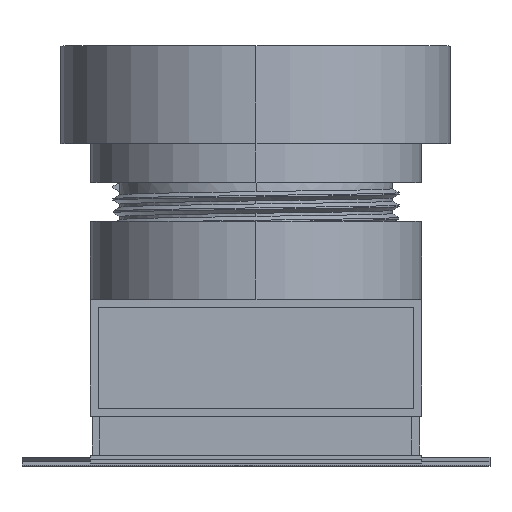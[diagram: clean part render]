
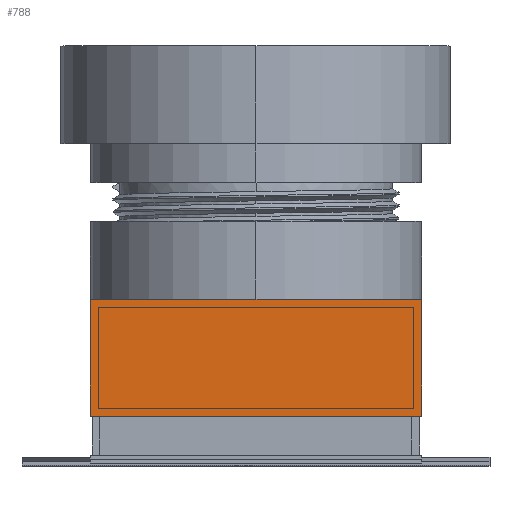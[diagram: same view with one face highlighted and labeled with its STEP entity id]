
A CAD part, top view. The second image highlights one B-rep face of the part: STEP entity #788.
In plain terms, the highlighted planar face has unit normal (0, 0, 1).
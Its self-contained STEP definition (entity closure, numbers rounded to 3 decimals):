
#15 = LINE ( 'NONE', #1496, #2244 ) ;
#35 = EDGE_CURVE ( 'NONE', #1213, #309, #535, .T. ) ;
#40 = VECTOR ( 'NONE', #1642, 1000. ) ;
#201 = CARTESIAN_POINT ( 'NONE',  ( -4.25, 4., 4.25 ) ) ;
#251 = DIRECTION ( 'NONE',  ( 0., -1., 0. ) ) ;
#272 = EDGE_LOOP ( 'NONE', ( #2020, #1488, #1046, #1930, #1432 ) ) ;
#309 = VERTEX_POINT ( 'NONE', #1987 ) ;
#314 = LINE ( 'NONE', #2120, #1677 ) ;
#394 = AXIS2_PLACEMENT_3D ( 'NONE', #760, #973, #1579 ) ;
#398 = LINE ( 'NONE', #2078, #40 ) ;
#407 = VECTOR ( 'NONE', #2337, 1000. ) ;
#535 = LINE ( 'NONE', #1921, #407 ) ;
#567 = VERTEX_POINT ( 'NONE', #817 ) ;
#656 = EDGE_CURVE ( 'NONE', #309, #567, #314, .T. ) ;
#680 = FACE_OUTER_BOUND ( 'NONE', #272, .T. ) ;
#760 = CARTESIAN_POINT ( 'NONE',  ( -4.25, 4., 4.25 ) ) ;
#788 = ADVANCED_FACE ( 'NONE', ( #680 ), #1367, .F. ) ;
#817 = CARTESIAN_POINT ( 'NONE',  ( -4.25, 1., 4.25 ) ) ;
#818 = DIRECTION ( 'NONE',  ( 1., 0., 0. ) ) ;
#880 = VERTEX_POINT ( 'NONE', #1173 ) ;
#971 = EDGE_CURVE ( 'NONE', #1075, #1213, #2071, .T. ) ;
#973 = DIRECTION ( 'NONE',  ( 0., 0., -1. ) ) ;
#1046 = ORIENTED_EDGE ( 'NONE', *, *, #35, .F. ) ;
#1075 = VERTEX_POINT ( 'NONE', #1863 ) ;
#1138 = CARTESIAN_POINT ( 'NONE',  ( 4.25, 4., 4.25 ) ) ;
#1173 = CARTESIAN_POINT ( 'NONE',  ( -4.25, 4., 4.25 ) ) ;
#1213 = VERTEX_POINT ( 'NONE', #1138 ) ;
#1235 = DIRECTION ( 'NONE',  ( -1., 0., 0. ) ) ;
#1367 = PLANE ( 'NONE',  #394 ) ;
#1432 = ORIENTED_EDGE ( 'NONE', *, *, #2266, .F. ) ;
#1488 = ORIENTED_EDGE ( 'NONE', *, *, #656, .F. ) ;
#1496 = CARTESIAN_POINT ( 'NONE',  ( -4.25, 4., 4.25 ) ) ;
#1579 = DIRECTION ( 'NONE',  ( -1., 0., 0. ) ) ;
#1642 = DIRECTION ( 'NONE',  ( 1., 0., 0. ) ) ;
#1677 = VECTOR ( 'NONE', #1235, 1000. ) ;
#1734 = VECTOR ( 'NONE', #818, 1000. ) ;
#1817 = EDGE_CURVE ( 'NONE', #880, #567, #15, .T. ) ;
#1863 = CARTESIAN_POINT ( 'NONE',  ( 0., 4., 4.25 ) ) ;
#1921 = CARTESIAN_POINT ( 'NONE',  ( 4.25, 4., 4.25 ) ) ;
#1930 = ORIENTED_EDGE ( 'NONE', *, *, #971, .F. ) ;
#1987 = CARTESIAN_POINT ( 'NONE',  ( 4.25, 1., 4.25 ) ) ;
#2020 = ORIENTED_EDGE ( 'NONE', *, *, #1817, .T. ) ;
#2071 = LINE ( 'NONE', #201, #1734 ) ;
#2078 = CARTESIAN_POINT ( 'NONE',  ( -4.25, 4., 4.25 ) ) ;
#2120 = CARTESIAN_POINT ( 'NONE',  ( -4.25, 1., 4.25 ) ) ;
#2244 = VECTOR ( 'NONE', #251, 1000. ) ;
#2266 = EDGE_CURVE ( 'NONE', #880, #1075, #398, .T. ) ;
#2337 = DIRECTION ( 'NONE',  ( 0., -1., 0. ) ) ;
